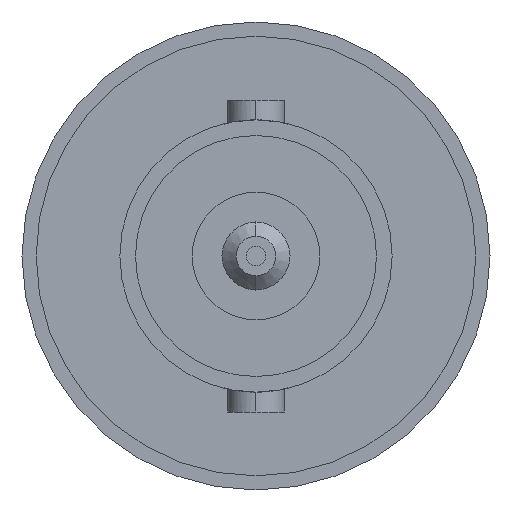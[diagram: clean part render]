
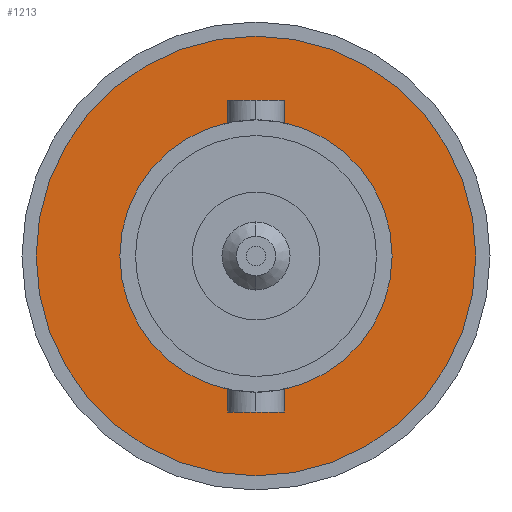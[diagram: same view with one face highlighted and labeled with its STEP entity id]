
A CAD part, left-side view. The second image highlights one B-rep face of the part: STEP entity #1213.
In plain terms, the highlighted planar face has unit normal (-1, 0, 0).
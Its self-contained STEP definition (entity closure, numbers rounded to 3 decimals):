
#164 = FACE_BOUND ( 'NONE', #394, .T. ) ;
#224 = AXIS2_PLACEMENT_3D ( 'NONE', #699, #685, #667 ) ;
#377 = EDGE_LOOP ( 'NONE', ( #425, #1109 ) ) ;
#394 = EDGE_LOOP ( 'NONE', ( #943, #595 ) ) ;
#425 = ORIENTED_EDGE ( 'NONE', *, *, #829, .T. ) ;
#479 = DIRECTION ( 'NONE',  ( 0., 0., 1. ) ) ;
#575 = CIRCLE ( 'NONE', #838, 4.8 ) ;
#595 = ORIENTED_EDGE ( 'NONE', *, *, #717, .F. ) ;
#646 = FACE_OUTER_BOUND ( 'NONE', #377, .T. ) ;
#665 = VERTEX_POINT ( 'NONE', #1434 ) ;
#667 = DIRECTION ( 'NONE',  ( 0., 0., 1. ) ) ;
#685 = DIRECTION ( 'NONE',  ( -1., 0., 0. ) ) ;
#699 = CARTESIAN_POINT ( 'NONE',  ( 137.725, 105., 0. ) ) ;
#717 = EDGE_CURVE ( 'NONE', #1450, #665, #575, .T. ) ;
#736 = VERTEX_POINT ( 'NONE', #1342 ) ;
#804 = AXIS2_PLACEMENT_3D ( 'NONE', #813, #807, #805 ) ;
#805 = DIRECTION ( 'NONE',  ( 0., 0., 1. ) ) ;
#807 = DIRECTION ( 'NONE',  ( -1., 0., 0. ) ) ;
#813 = CARTESIAN_POINT ( 'NONE',  ( 137.725, 105., 0. ) ) ;
#814 = AXIS2_PLACEMENT_3D ( 'NONE', #937, #908, #904 ) ;
#821 = AXIS2_PLACEMENT_3D ( 'NONE', #958, #953, #479 ) ;
#829 = EDGE_CURVE ( 'NONE', #1135, #736, #848, .T. ) ;
#836 = PLANE ( 'NONE',  #224 ) ;
#838 = AXIS2_PLACEMENT_3D ( 'NONE', #1278, #1272, #1253 ) ;
#839 = CARTESIAN_POINT ( 'NONE',  ( 137.725, 105., -7.75 ) ) ;
#840 = EDGE_CURVE ( 'NONE', #736, #1135, #912, .T. ) ;
#848 = CIRCLE ( 'NONE', #821, 7.75 ) ;
#897 = EDGE_CURVE ( 'NONE', #665, #1450, #1163, .T. ) ;
#904 = DIRECTION ( 'NONE',  ( 0., 0., 1. ) ) ;
#908 = DIRECTION ( 'NONE',  ( -1., 0., 0. ) ) ;
#912 = CIRCLE ( 'NONE', #814, 7.75 ) ;
#937 = CARTESIAN_POINT ( 'NONE',  ( 137.725, 105., 0. ) ) ;
#943 = ORIENTED_EDGE ( 'NONE', *, *, #897, .F. ) ;
#953 = DIRECTION ( 'NONE',  ( -1., 0., 0. ) ) ;
#958 = CARTESIAN_POINT ( 'NONE',  ( 137.725, 105., 0. ) ) ;
#1109 = ORIENTED_EDGE ( 'NONE', *, *, #840, .T. ) ;
#1135 = VERTEX_POINT ( 'NONE', #839 ) ;
#1163 = CIRCLE ( 'NONE', #804, 4.8 ) ;
#1213 = ADVANCED_FACE ( 'NONE', ( #646, #164 ), #836, .T. ) ;
#1234 = CARTESIAN_POINT ( 'NONE',  ( 137.725, 105., 4.8 ) ) ;
#1253 = DIRECTION ( 'NONE',  ( 0., 0., 1. ) ) ;
#1272 = DIRECTION ( 'NONE',  ( -1., 0., 0. ) ) ;
#1278 = CARTESIAN_POINT ( 'NONE',  ( 137.725, 105., 0. ) ) ;
#1342 = CARTESIAN_POINT ( 'NONE',  ( 137.725, 105., 7.75 ) ) ;
#1434 = CARTESIAN_POINT ( 'NONE',  ( 137.725, 105., -4.8 ) ) ;
#1450 = VERTEX_POINT ( 'NONE', #1234 ) ;
